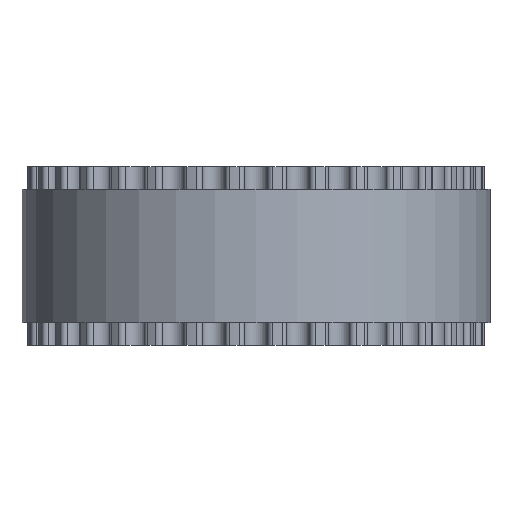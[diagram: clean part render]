
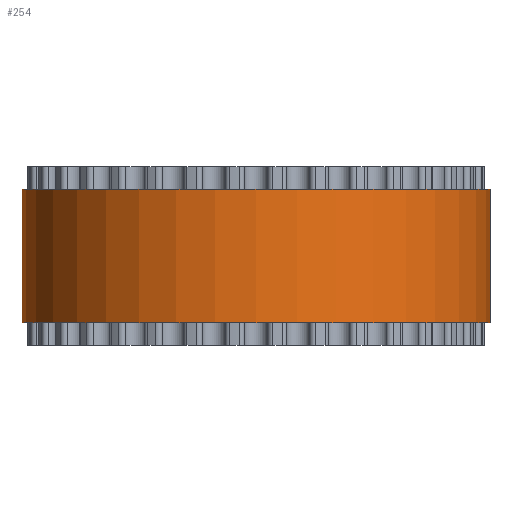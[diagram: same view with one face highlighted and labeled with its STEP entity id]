
A CAD part, front view. The second image highlights one B-rep face of the part: STEP entity #254.
In plain terms, the highlighted cylindrical face has radius 10.504 mm (diameter 21.008 mm), a full revolution.
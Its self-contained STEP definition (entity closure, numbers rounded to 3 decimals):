
#97=FACE_BOUND('',#656,.T.);
#98=FACE_BOUND('',#657,.T.);
#254=ADVANCED_FACE('',(#97,#98),#387,.T.);
#387=CYLINDRICAL_SURFACE('',#3047,10.504);
#656=EDGE_LOOP('',(#1714));
#657=EDGE_LOOP('',(#1715));
#1714=ORIENTED_EDGE('',*,*,#2378,.T.);
#1715=ORIENTED_EDGE('',*,*,#2379,.T.);
#1980=VERTEX_POINT('',#4780);
#1981=VERTEX_POINT('',#4782);
#2378=EDGE_CURVE('',#1980,#1980,#2644,.T.);
#2379=EDGE_CURVE('',#1981,#1981,#2645,.T.);
#2644=CIRCLE('',#3045,10.504);
#2645=CIRCLE('',#3046,10.504);
#3045=AXIS2_PLACEMENT_3D('',#4779,#3978,#3979);
#3046=AXIS2_PLACEMENT_3D('',#4781,#3980,#3981);
#3047=AXIS2_PLACEMENT_3D('',#4783,#3982,#3983);
#3978=DIRECTION('',(0.,0.,1.));
#3979=DIRECTION('',(1.,0.,0.));
#3980=DIRECTION('',(0.,0.,-1.));
#3981=DIRECTION('',(1.,0.,0.));
#3982=DIRECTION('',(0.,0.,1.));
#3983=DIRECTION('',(1.,0.,0.));
#4779=CARTESIAN_POINT('',(0.,0.,1.));
#4780=CARTESIAN_POINT('',(10.504,0.,1.));
#4781=CARTESIAN_POINT('',(0.,0.,7.));
#4782=CARTESIAN_POINT('',(10.504,0.,7.));
#4783=CARTESIAN_POINT('',(0.,0.,1.));
